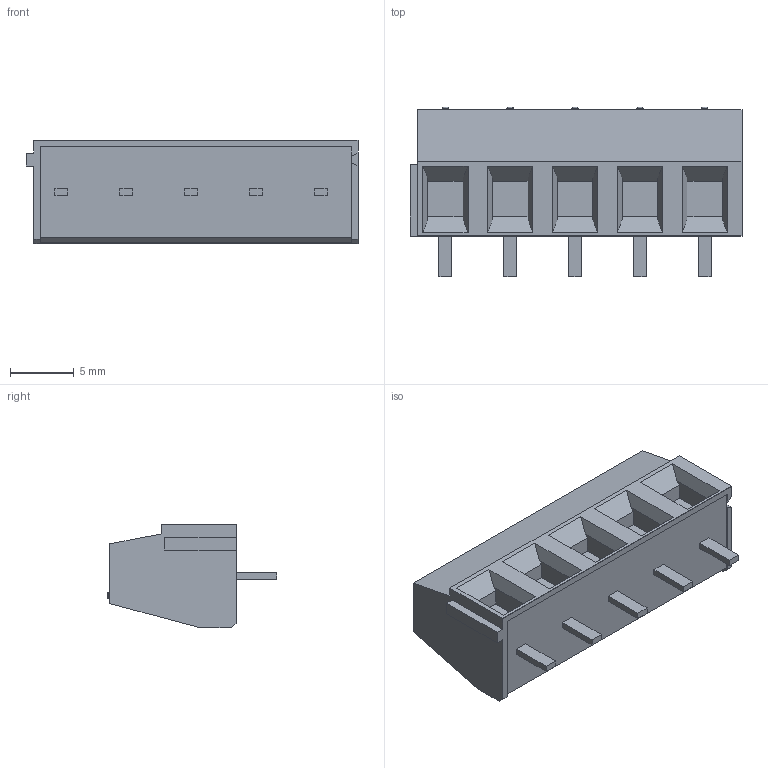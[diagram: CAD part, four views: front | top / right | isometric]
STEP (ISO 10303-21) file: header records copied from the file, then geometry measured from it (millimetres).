
FILE_DESCRIPTION((''),'2;1');
FILE_NAME('398800305','2015-02-27T',('me'),(''),'PRO/ENGINEER BY PARAMETRIC TECHNOLOGY CORPORATION, 2011490','PRO/ENGINEER BY PARAMETRIC TECHNOLOGY CORPORATION, 2011490','');
FILE_SCHEMA(('CONFIG_CONTROL_DESIGN'));
Length unit declared in the file: inch
Products named in the file (1): 398800305
Bounding box: 26.01 x 13.27 x 8.13 mm (x, y, z)
Volume: 1478.9 mm3; surface area: 1517 mm2
Topology: 1 solids, 1 shells, 204 faces, 554 edges, 382 vertices
Faces by surface type: plane 143, cylinder 41, bspline 8, torus 7, cone 5
Entity records: 6980 total; most frequent: CARTESIAN_POINT 1735, DIRECTION 1100, ORIENTED_EDGE 1058, EDGE_CURVE 529, AXIS2_PLACEMENT_3D 369, VECTOR 362, LINE 362, VERTEX_POINT 342
